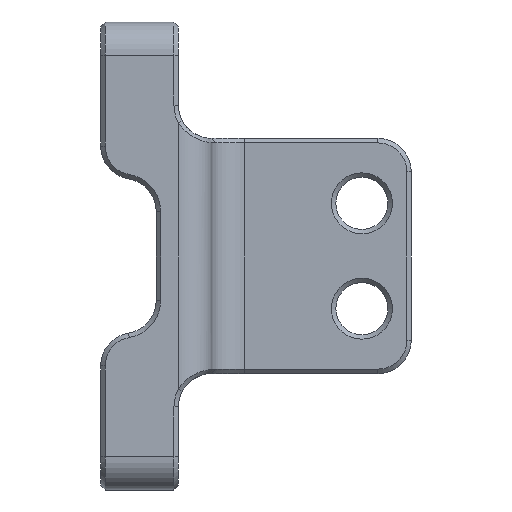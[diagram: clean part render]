
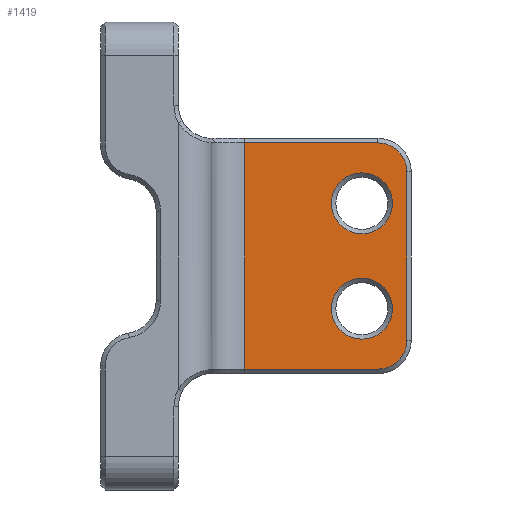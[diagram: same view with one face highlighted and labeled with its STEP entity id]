
A CAD part, left-side view. The second image highlights one B-rep face of the part: STEP entity #1419.
In plain terms, the highlighted planar face has unit normal (-1, 0, 0).
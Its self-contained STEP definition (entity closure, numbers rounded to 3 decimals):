
#83=FACE_BOUND('',#200,.T.);
#84=FACE_BOUND('',#201,.T.);
#101=FACE_OUTER_BOUND('',#199,.T.);
#199=EDGE_LOOP('',(#1045,#1046,#1047,#1048,#1049,#1050));
#200=EDGE_LOOP('',(#1051));
#201=EDGE_LOOP('',(#1052));
#317=CIRCLE('',#1562,2.6);
#318=CIRCLE('',#1563,2.6);
#319=CIRCLE('',#1564,2.75);
#320=CIRCLE('',#1565,2.75);
#411=LINE('',#2327,#543);
#412=LINE('',#2329,#544);
#413=LINE('',#2333,#545);
#414=LINE('',#2336,#546);
#543=VECTOR('',#1833,1000.);
#544=VECTOR('',#1834,1000.);
#545=VECTOR('',#1837,1000.);
#546=VECTOR('',#1840,1000.);
#709=VERTEX_POINT('',#2325);
#710=VERTEX_POINT('',#2326);
#711=VERTEX_POINT('',#2328);
#712=VERTEX_POINT('',#2330);
#713=VERTEX_POINT('',#2332);
#714=VERTEX_POINT('',#2334);
#715=VERTEX_POINT('',#2337);
#716=VERTEX_POINT('',#2339);
#833=EDGE_CURVE('',#709,#710,#411,.T.);
#834=EDGE_CURVE('',#710,#711,#412,.T.);
#835=EDGE_CURVE('',#711,#712,#317,.T.);
#836=EDGE_CURVE('',#712,#713,#413,.T.);
#837=EDGE_CURVE('',#713,#714,#318,.T.);
#838=EDGE_CURVE('',#714,#709,#414,.T.);
#839=EDGE_CURVE('',#715,#715,#319,.T.);
#840=EDGE_CURVE('',#716,#716,#320,.T.);
#1045=ORIENTED_EDGE('',*,*,#833,.T.);
#1046=ORIENTED_EDGE('',*,*,#834,.T.);
#1047=ORIENTED_EDGE('',*,*,#835,.T.);
#1048=ORIENTED_EDGE('',*,*,#836,.T.);
#1049=ORIENTED_EDGE('',*,*,#837,.T.);
#1050=ORIENTED_EDGE('',*,*,#838,.T.);
#1051=ORIENTED_EDGE('',*,*,#839,.T.);
#1052=ORIENTED_EDGE('',*,*,#840,.T.);
#1379=PLANE('',#1561);
#1419=ADVANCED_FACE('',(#101,#83,#84),#1379,.F.);
#1561=AXIS2_PLACEMENT_3D('',#2324,#1831,#1832);
#1562=AXIS2_PLACEMENT_3D('',#2331,#1835,#1836);
#1563=AXIS2_PLACEMENT_3D('',#2335,#1838,#1839);
#1564=AXIS2_PLACEMENT_3D('',#2338,#1841,#1842);
#1565=AXIS2_PLACEMENT_3D('',#2340,#1843,#1844);
#1831=DIRECTION('center_axis',(1.,0.,0.));
#1832=DIRECTION('ref_axis',(0.,0.,-1.));
#1833=DIRECTION('',(0.,0.,-1.));
#1834=DIRECTION('',(0.,-1.,0.));
#1835=DIRECTION('center_axis',(-1.,0.,0.));
#1836=DIRECTION('ref_axis',(0.,0.,-1.));
#1837=DIRECTION('',(0.,0.,1.));
#1838=DIRECTION('center_axis',(-1.,0.,0.));
#1839=DIRECTION('ref_axis',(0.,0.,-1.));
#1840=DIRECTION('',(0.,1.,0.));
#1841=DIRECTION('center_axis',(1.,0.,0.));
#1842=DIRECTION('ref_axis',(0.,0.,-1.));
#1843=DIRECTION('center_axis',(1.,0.,0.));
#1844=DIRECTION('ref_axis',(0.,0.,-1.));
#2324=CARTESIAN_POINT('Origin',(-766.066,218.923,-24.132));
#2325=CARTESIAN_POINT('',(-766.066,215.923,20.468));
#2326=CARTESIAN_POINT('',(-766.066,215.923,0.068));
#2327=CARTESIAN_POINT('',(-766.066,215.923,-0.332));
#2328=CARTESIAN_POINT('',(-766.066,203.923,0.068));
#2329=CARTESIAN_POINT('',(-766.066,218.923,0.068));
#2330=CARTESIAN_POINT('',(-766.066,201.323,2.668));
#2331=CARTESIAN_POINT('Origin',(-766.066,203.923,2.668));
#2332=CARTESIAN_POINT('',(-766.066,201.323,17.868));
#2333=CARTESIAN_POINT('',(-766.066,201.323,-24.132));
#2334=CARTESIAN_POINT('',(-766.066,203.923,20.468));
#2335=CARTESIAN_POINT('Origin',(-766.066,203.923,17.868));
#2336=CARTESIAN_POINT('',(-766.066,218.923,20.468));
#2337=CARTESIAN_POINT('',(-766.066,208.123,15.018));
#2338=CARTESIAN_POINT('Origin',(-766.066,205.373,15.018));
#2339=CARTESIAN_POINT('',(-766.066,208.123,5.518));
#2340=CARTESIAN_POINT('Origin',(-766.066,205.373,5.518));
